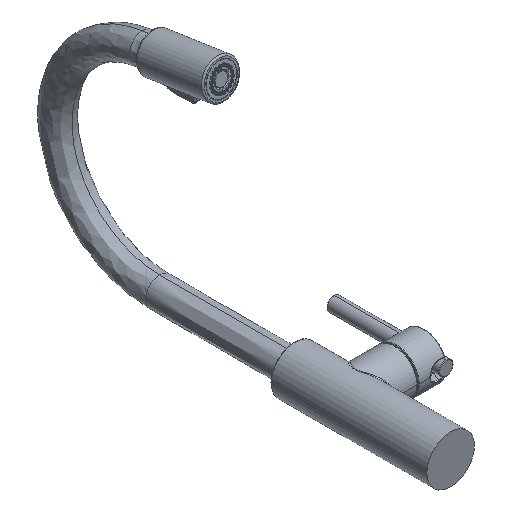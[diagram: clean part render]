
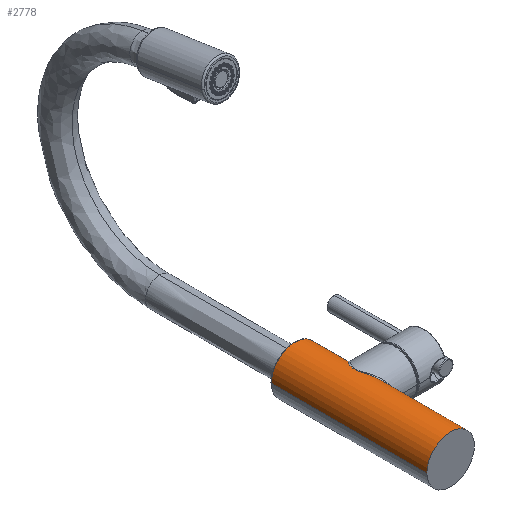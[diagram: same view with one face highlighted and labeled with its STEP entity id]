
A CAD part, isometric view. The second image highlights one B-rep face of the part: STEP entity #2778.
In plain terms, the highlighted cylindrical face has radius 24.13 mm (diameter 48.26 mm), a partial arc.
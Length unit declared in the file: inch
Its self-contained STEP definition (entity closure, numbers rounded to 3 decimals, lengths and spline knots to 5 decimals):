
#807=CARTESIAN_POINT('',(0.,0.,0.));
#808=DIRECTION('',(0.,-1.,0.));
#809=DIRECTION('',(1.,0.,0.));
#810=AXIS2_PLACEMENT_3D('',#807,#808,#809);
#812=DIRECTION('',(0.,1.,0.));
#813=VECTOR('',#812,6.22);
#814=CARTESIAN_POINT('',(-0.95,0.,0.));
#815=LINE('',#814,#813);
#816=CARTESIAN_POINT('',(0.,6.22,0.));
#817=DIRECTION('',(0.,-1.,0.));
#818=DIRECTION('',(1.,0.,0.));
#819=AXIS2_PLACEMENT_3D('',#816,#817,#818);
#821=DIRECTION('',(0.,-1.,0.));
#822=VECTOR('',#821,1.08);
#823=CARTESIAN_POINT('',(0.95,6.22,0.));
#824=LINE('',#823,#822);
#825=CARTESIAN_POINT('',(0.95,5.14,
0.));
#826=CARTESIAN_POINT('',(0.95,5.14,0.01798));
#827=CARTESIAN_POINT('',(0.94898,5.1388,0.05418));
#828=CARTESIAN_POINT('',(0.94427,5.13335,0.10898));
#829=CARTESIAN_POINT('',(0.93626,5.12404,0.16426));
#830=CARTESIAN_POINT('',(0.92478,5.1107,0.21993));
#831=CARTESIAN_POINT('',(0.90971,5.09314,0.2758));
#832=CARTESIAN_POINT('',(0.89082,5.0711,0.33186));
#833=CARTESIAN_POINT('',(0.86781,5.04417,0.38816));
#834=CARTESIAN_POINT('',(0.84037,5.01194,0.44455));
#835=CARTESIAN_POINT('',(0.80821,4.97398,0.50074));
#836=CARTESIAN_POINT('',(0.77102,4.92983,0.55638));
#837=CARTESIAN_POINT('',(0.72863,4.87905,0.61094));
#838=CARTESIAN_POINT('',(0.68086,4.8212,0.66381));
#839=CARTESIAN_POINT('',(0.62816,4.75632,0.71396));
#840=CARTESIAN_POINT('',(0.5704,4.68355,0.7609));
#841=CARTESIAN_POINT('',(0.51202,4.60727,0.8011));
#842=CARTESIAN_POINT('',(0.4614,4.53766,0.83098));
#843=CARTESIAN_POINT('',(0.41859,4.47487,0.85318));
#844=CARTESIAN_POINT('',(0.38233,4.41687,0.86991));
#845=CARTESIAN_POINT('',(0.35264,4.36364,0.88227));
#846=CARTESIAN_POINT('',(0.32928,4.31472,0.89119));
#847=CARTESIAN_POINT('',(0.31188,4.2699,0.89739));
#848=CARTESIAN_POINT('',(0.30007,4.22914,0.90138));
#849=CARTESIAN_POINT('',(0.29283,4.19187,0.90375));
#850=CARTESIAN_POINT('',(0.28954,4.15672,0.9048));
#851=CARTESIAN_POINT('',(0.28956,4.1223,0.9048));
#852=CARTESIAN_POINT('',(0.29299,4.08714,0.90369));
#853=CARTESIAN_POINT('',(0.30033,4.04979,0.9013));
#854=CARTESIAN_POINT('',(0.31224,4.00905,0.89727));
#855=CARTESIAN_POINT('',(0.32969,3.96439,0.89104));
#856=CARTESIAN_POINT('',(0.35307,3.91554,0.88211));
#857=CARTESIAN_POINT('',(0.3828,3.86235,0.86971));
#858=CARTESIAN_POINT('',(0.41903,3.80448,0.85297));
#859=CARTESIAN_POINT('',(0.46185,3.7417,0.83074));
#860=CARTESIAN_POINT('',(0.51244,3.67218,0.80083));
#861=CARTESIAN_POINT('',(0.57044,3.59639,0.76086));
#862=CARTESIAN_POINT('',(0.62811,3.52373,0.714));
#863=CARTESIAN_POINT('',(0.68089,3.45877,0.66378));
#864=CARTESIAN_POINT('',(0.72862,3.40095,0.61095));
#865=CARTESIAN_POINT('',(0.77103,3.35017,0.55637));
#866=CARTESIAN_POINT('',(0.80821,3.30602,0.50074));
#867=CARTESIAN_POINT('',(0.84037,3.26806,0.44455));
#868=CARTESIAN_POINT('',(0.86781,3.23583,0.38816));
#869=CARTESIAN_POINT('',(0.89082,3.20891,0.33187));
#870=CARTESIAN_POINT('',(0.90971,3.18686,0.2758));
#871=CARTESIAN_POINT('',(0.92478,3.1693,0.21993));
#872=CARTESIAN_POINT('',(0.93626,3.15597,0.16426));
#873=CARTESIAN_POINT('',(0.94427,3.14665,0.10899));
#874=CARTESIAN_POINT('',(0.94898,3.1412,0.05418));
#875=CARTESIAN_POINT('',(0.95,3.14,0.01798));
#876=CARTESIAN_POINT('',(0.95,3.14,
0.));
#878=DIRECTION('',(0.,-1.,0.));
#879=VECTOR('',#878,3.14);
#880=CARTESIAN_POINT('',(0.95,3.14,
0.));
#881=LINE('',#880,#879);
#887=CARTESIAN_POINT('',(0.95,3.14,
0.));
#938=CARTESIAN_POINT('',(0.95,5.14,
0.));
#1408=VERTEX_POINT('',#887);
#1409=VERTEX_POINT('',#938);
#1414=CARTESIAN_POINT('',(0.95,6.22,0.));
#1415=CARTESIAN_POINT('',(-0.95,6.22,0.));
#1416=VERTEX_POINT('',#1414);
#1417=VERTEX_POINT('',#1415);
#1418=CARTESIAN_POINT('',(0.95,0.,0.));
#1419=CARTESIAN_POINT('',(-0.95,0.,0.));
#1420=VERTEX_POINT('',#1418);
#1421=VERTEX_POINT('',#1419);
#2760=CARTESIAN_POINT('',(0.,-0.682,0.));
#2761=DIRECTION('',(0.,1.,0.));
#2762=DIRECTION('',(1.,0.,0.));
#2763=AXIS2_PLACEMENT_3D('',#2760,#2761,#2762);
#2764=CYLINDRICAL_SURFACE('',#2763,0.95);
#2766=ORIENTED_EDGE('',*,*,#2765,.T.);
#2768=ORIENTED_EDGE('',*,*,#2767,.T.);
#2770=ORIENTED_EDGE('',*,*,#2769,.F.);
#2772=ORIENTED_EDGE('',*,*,#2771,.T.);
#2773=ORIENTED_EDGE('',*,*,#2752,.T.);
#2775=ORIENTED_EDGE('',*,*,#2774,.T.);
#2776=EDGE_LOOP('',(#2766,#2768,#2770,#2772,#2773,#2775));
#2777=FACE_OUTER_BOUND('',#2776,.F.);
#2778=ADVANCED_FACE('',(#2777),#2764,.T.);
#811=CIRCLE('',#810,0.95);
#820=CIRCLE('',#819,0.95);
#877=B_SPLINE_CURVE_WITH_KNOTS('',3,(#825,#826,#827,#828,#829,#830,#831,#832,
#833,#834,#835,#836,#837,#838,#839,#840,#841,#842,#843,#844,#845,#846,#847,#848,
#849,#850,#851,#852,#853,#854,#855,#856,#857,#858,#859,#860,#861,#862,#863,#864,
#865,#866,#867,#868,#869,#870,#871,#872,#873,#874,#875,#876),.UNSPECIFIED.,.F.,
.F.,(4,1,1,1,1,1,1,1,1,1,1,1,1,1,1,1,1,1,1,1,1,1,1,1,1,1,1,1,1,1,1,1,1,1,1,1,1,
1,1,1,1,1,1,1,1,1,1,1,1,4),(0.,0.02041,0.04082,
0.06122,0.08163,0.10204,0.12245,
0.14286,0.16327,0.18367,0.20408,
0.22449,0.2449,0.26531,0.28571,
0.30612,0.32653,0.34694,0.36735,
0.38776,0.40816,0.42857,0.44898,
0.46939,0.4898,0.5102,0.53061,
0.55102,0.57143,0.59184,0.61224,
0.63265,0.65306,0.67347,0.69388,
0.71429,0.73469,0.7551,0.77551,
0.79592,0.81633,0.83673,0.85714,
0.87755,0.89796,0.91837,0.93878,
0.95918,0.97959,1.),.UNSPECIFIED.);
#2752=EDGE_CURVE('',#1409,#1408,#877,.T.);
#2765=EDGE_CURVE('',#1420,#1421,#811,.T.);
#2767=EDGE_CURVE('',#1421,#1417,#815,.T.);
#2769=EDGE_CURVE('',#1416,#1417,#820,.T.);
#2771=EDGE_CURVE('',#1416,#1409,#824,.T.);
#2774=EDGE_CURVE('',#1408,#1420,#881,.T.);
